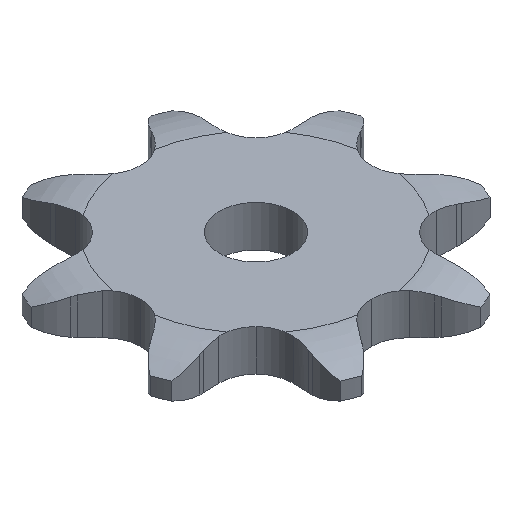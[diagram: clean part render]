
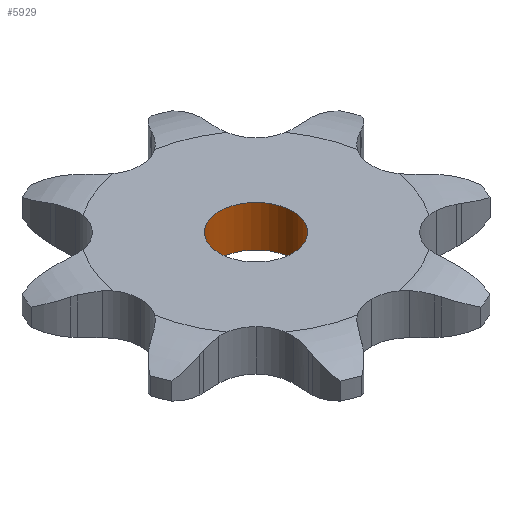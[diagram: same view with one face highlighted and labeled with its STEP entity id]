
A CAD part, isometric view. The second image highlights one B-rep face of the part: STEP entity #5929.
In plain terms, the highlighted cylindrical face has radius 4 mm (diameter 8 mm), a full revolution.
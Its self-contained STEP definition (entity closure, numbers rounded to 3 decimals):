
#470 = PLANE('',#471);
#471 = AXIS2_PLACEMENT_3D('',#472,#473,#474);
#472 = CARTESIAN_POINT('',(0.,0.,4.5));
#473 = DIRECTION('',(-0.,-0.,-1.));
#474 = DIRECTION('',(-1.,0.,0.));
#670 = PLANE('',#671);
#671 = AXIS2_PLACEMENT_3D('',#672,#673,#674);
#672 = CARTESIAN_POINT('',(0.,0.,0.));
#673 = DIRECTION('',(-0.,-0.,-1.));
#674 = DIRECTION('',(-1.,0.,0.));
#1702 = EDGE_CURVE('',#1703,#1703,#1705,.T.);
#1703 = VERTEX_POINT('',#1704);
#1704 = CARTESIAN_POINT('',(4.,0.,4.5));
#1705 = SURFACE_CURVE('',#1706,(#1711,#1722),.PCURVE_S1.);
#1706 = CIRCLE('',#1707,4.);
#1707 = AXIS2_PLACEMENT_3D('',#1708,#1709,#1710);
#1708 = CARTESIAN_POINT('',(0.,0.,4.5));
#1709 = DIRECTION('',(0.,0.,1.));
#1710 = DIRECTION('',(1.,0.,0.));
#1711 = PCURVE('',#470,#1712);
#1712 = DEFINITIONAL_REPRESENTATION('',(#1713),#1721);
#1713 = ( BOUNDED_CURVE() B_SPLINE_CURVE(2,(#1714,#1715,#1716,#1717,
#1718,#1719,#1720),.UNSPECIFIED.,.T.,.F.) B_SPLINE_CURVE_WITH_KNOTS((1,2
    ,2,2,2,1),(-2.094,0.,2.094,4.189,
6.283,8.378),.UNSPECIFIED.) CURVE() 
GEOMETRIC_REPRESENTATION_ITEM() RATIONAL_B_SPLINE_CURVE((1.,0.5,1.,0.5,
1.,0.5,1.)) REPRESENTATION_ITEM('') );
#1714 = CARTESIAN_POINT('',(-4.,0.));
#1715 = CARTESIAN_POINT('',(-4.,6.928));
#1716 = CARTESIAN_POINT('',(2.,3.464));
#1717 = CARTESIAN_POINT('',(8.,0.));
#1718 = CARTESIAN_POINT('',(2.,-3.464));
#1719 = CARTESIAN_POINT('',(-4.,-6.928));
#1720 = CARTESIAN_POINT('',(-4.,0.));
#1721 = ( GEOMETRIC_REPRESENTATION_CONTEXT(2) 
PARAMETRIC_REPRESENTATION_CONTEXT() REPRESENTATION_CONTEXT('2D SPACE',''
  ) );
#1722 = PCURVE('',#1723,#1728);
#1723 = CYLINDRICAL_SURFACE('',#1724,4.);
#1724 = AXIS2_PLACEMENT_3D('',#1725,#1726,#1727);
#1725 = CARTESIAN_POINT('',(0.,0.,69.687));
#1726 = DIRECTION('',(0.,0.,1.));
#1727 = DIRECTION('',(1.,0.,0.));
#1728 = DEFINITIONAL_REPRESENTATION('',(#1729),#1733);
#1729 = LINE('',#1730,#1731);
#1730 = CARTESIAN_POINT('',(0.,-65.187));
#1731 = VECTOR('',#1732,1.);
#1732 = DIRECTION('',(1.,0.));
#1733 = ( GEOMETRIC_REPRESENTATION_CONTEXT(2) 
PARAMETRIC_REPRESENTATION_CONTEXT() REPRESENTATION_CONTEXT('2D SPACE',''
  ) );
#2501 = EDGE_CURVE('',#2502,#2502,#2504,.T.);
#2502 = VERTEX_POINT('',#2503);
#2503 = CARTESIAN_POINT('',(4.,0.,0.));
#2504 = SURFACE_CURVE('',#2505,(#2510,#2521),.PCURVE_S1.);
#2505 = CIRCLE('',#2506,4.);
#2506 = AXIS2_PLACEMENT_3D('',#2507,#2508,#2509);
#2507 = CARTESIAN_POINT('',(0.,0.,0.));
#2508 = DIRECTION('',(0.,0.,1.));
#2509 = DIRECTION('',(1.,0.,0.));
#2510 = PCURVE('',#670,#2511);
#2511 = DEFINITIONAL_REPRESENTATION('',(#2512),#2520);
#2512 = ( BOUNDED_CURVE() B_SPLINE_CURVE(2,(#2513,#2514,#2515,#2516,
#2517,#2518,#2519),.UNSPECIFIED.,.T.,.F.) B_SPLINE_CURVE_WITH_KNOTS((1,2
    ,2,2,2,1),(-2.094,0.,2.094,4.189,
6.283,8.378),.UNSPECIFIED.) CURVE() 
GEOMETRIC_REPRESENTATION_ITEM() RATIONAL_B_SPLINE_CURVE((1.,0.5,1.,0.5,
1.,0.5,1.)) REPRESENTATION_ITEM('') );
#2513 = CARTESIAN_POINT('',(-4.,0.));
#2514 = CARTESIAN_POINT('',(-4.,6.928));
#2515 = CARTESIAN_POINT('',(2.,3.464));
#2516 = CARTESIAN_POINT('',(8.,0.));
#2517 = CARTESIAN_POINT('',(2.,-3.464));
#2518 = CARTESIAN_POINT('',(-4.,-6.928));
#2519 = CARTESIAN_POINT('',(-4.,0.));
#2520 = ( GEOMETRIC_REPRESENTATION_CONTEXT(2) 
PARAMETRIC_REPRESENTATION_CONTEXT() REPRESENTATION_CONTEXT('2D SPACE',''
  ) );
#2521 = PCURVE('',#1723,#2522);
#2522 = DEFINITIONAL_REPRESENTATION('',(#2523),#2527);
#2523 = LINE('',#2524,#2525);
#2524 = CARTESIAN_POINT('',(0.,-69.687));
#2525 = VECTOR('',#2526,1.);
#2526 = DIRECTION('',(1.,0.));
#2527 = ( GEOMETRIC_REPRESENTATION_CONTEXT(2) 
PARAMETRIC_REPRESENTATION_CONTEXT() REPRESENTATION_CONTEXT('2D SPACE',''
  ) );
#5929 = ADVANCED_FACE('',(#5930),#1723,.F.);
#5930 = FACE_BOUND('',#5931,.F.);
#5931 = EDGE_LOOP('',(#5932,#5933,#5954,#5955));
#5932 = ORIENTED_EDGE('',*,*,#1702,.F.);
#5933 = ORIENTED_EDGE('',*,*,#5934,.T.);
#5934 = EDGE_CURVE('',#1703,#2502,#5935,.T.);
#5935 = SEAM_CURVE('',#5936,(#5940,#5947),.PCURVE_S1.);
#5936 = LINE('',#5937,#5938);
#5937 = CARTESIAN_POINT('',(4.,0.,69.687));
#5938 = VECTOR('',#5939,1.);
#5939 = DIRECTION('',(-0.,-0.,-1.));
#5940 = PCURVE('',#1723,#5941);
#5941 = DEFINITIONAL_REPRESENTATION('',(#5942),#5946);
#5942 = LINE('',#5943,#5944);
#5943 = CARTESIAN_POINT('',(6.283,0.));
#5944 = VECTOR('',#5945,1.);
#5945 = DIRECTION('',(0.,-1.));
#5946 = ( GEOMETRIC_REPRESENTATION_CONTEXT(2) 
PARAMETRIC_REPRESENTATION_CONTEXT() REPRESENTATION_CONTEXT('2D SPACE',''
  ) );
#5947 = PCURVE('',#1723,#5948);
#5948 = DEFINITIONAL_REPRESENTATION('',(#5949),#5953);
#5949 = LINE('',#5950,#5951);
#5950 = CARTESIAN_POINT('',(0.,0.));
#5951 = VECTOR('',#5952,1.);
#5952 = DIRECTION('',(0.,-1.));
#5953 = ( GEOMETRIC_REPRESENTATION_CONTEXT(2) 
PARAMETRIC_REPRESENTATION_CONTEXT() REPRESENTATION_CONTEXT('2D SPACE',''
  ) );
#5954 = ORIENTED_EDGE('',*,*,#2501,.T.);
#5955 = ORIENTED_EDGE('',*,*,#5934,.F.);
